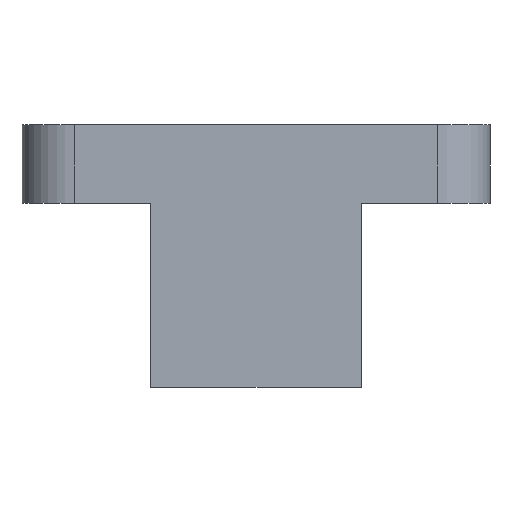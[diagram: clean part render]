
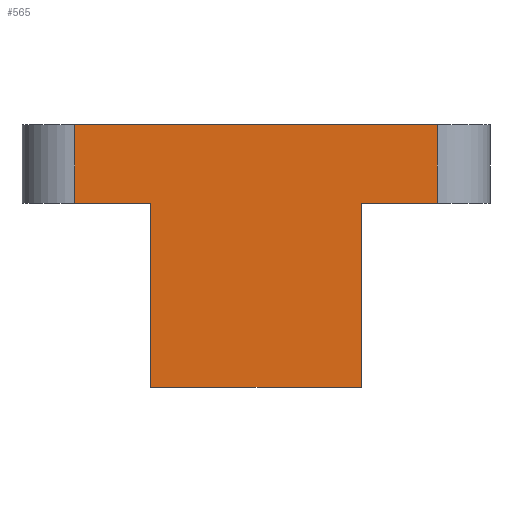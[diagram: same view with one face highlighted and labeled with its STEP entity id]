
A CAD part, front view. The second image highlights one B-rep face of the part: STEP entity #565.
In plain terms, the highlighted planar face has unit normal (0, -1, 0).
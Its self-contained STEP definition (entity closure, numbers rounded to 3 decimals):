
#34=PLANE('',#625);
#47=FACE_OUTER_BOUND('',#85,.T.);
#85=EDGE_LOOP('',(#411,#412,#413,#414,#415,#416,#417,#418));
#121=LINE('',#850,#168);
#123=LINE('',#856,#170);
#130=LINE('',#900,#177);
#131=LINE('',#902,#178);
#132=LINE('',#904,#179);
#133=LINE('',#906,#180);
#134=LINE('',#908,#181);
#135=LINE('',#909,#182);
#168=VECTOR('',#675,10.);
#170=VECTOR('',#681,10.);
#177=VECTOR('',#720,10.);
#178=VECTOR('',#721,10.);
#179=VECTOR('',#722,10.);
#180=VECTOR('',#723,10.);
#181=VECTOR('',#724,10.);
#182=VECTOR('',#725,10.);
#250=VERTEX_POINT('',#847);
#251=VERTEX_POINT('',#849);
#253=VERTEX_POINT('',#855);
#274=VERTEX_POINT('',#899);
#275=VERTEX_POINT('',#901);
#276=VERTEX_POINT('',#903);
#277=VERTEX_POINT('',#905);
#278=VERTEX_POINT('',#907);
#304=EDGE_CURVE('',#250,#251,#121,.T.);
#307=EDGE_CURVE('',#251,#253,#123,.T.);
#329=EDGE_CURVE('',#274,#250,#130,.T.);
#330=EDGE_CURVE('',#274,#275,#131,.T.);
#331=EDGE_CURVE('',#276,#275,#132,.T.);
#332=EDGE_CURVE('',#277,#276,#133,.T.);
#333=EDGE_CURVE('',#278,#277,#134,.T.);
#334=EDGE_CURVE('',#253,#278,#135,.T.);
#411=ORIENTED_EDGE('',*,*,#304,.F.);
#412=ORIENTED_EDGE('',*,*,#329,.F.);
#413=ORIENTED_EDGE('',*,*,#330,.T.);
#414=ORIENTED_EDGE('',*,*,#331,.F.);
#415=ORIENTED_EDGE('',*,*,#332,.F.);
#416=ORIENTED_EDGE('',*,*,#333,.F.);
#417=ORIENTED_EDGE('',*,*,#334,.F.);
#418=ORIENTED_EDGE('',*,*,#307,.F.);
#565=ADVANCED_FACE('',(#47),#34,.T.);
#625=AXIS2_PLACEMENT_3D('',#898,#718,#719);
#675=DIRECTION('',(0.,0.,1.));
#681=DIRECTION('',(1.,0.,0.));
#718=DIRECTION('center_axis',(0.,-1.,0.));
#719=DIRECTION('ref_axis',(-1.,0.,0.));
#720=DIRECTION('',(-1.,0.,0.));
#721=DIRECTION('',(0.,0.,-1.));
#722=DIRECTION('',(-1.,0.,0.));
#723=DIRECTION('',(0.,0.,-1.));
#724=DIRECTION('',(-1.,0.,0.));
#725=DIRECTION('',(0.,0.,-1.));
#847=CARTESIAN_POINT('',(10.1,-185.,-79.75));
#849=CARTESIAN_POINT('',(10.1,-185.,-76.75));
#850=CARTESIAN_POINT('',(10.1,-185.,-76.75));
#855=CARTESIAN_POINT('',(23.9,-185.,-76.75));
#856=CARTESIAN_POINT('',(8.1,-185.,-76.75));
#898=CARTESIAN_POINT('Origin',(25.9,-185.,-76.75));
#899=CARTESIAN_POINT('',(13.,-185.,-79.75));
#900=CARTESIAN_POINT('',(8.1,-185.,-79.75));
#901=CARTESIAN_POINT('',(13.,-185.,-86.75));
#902=CARTESIAN_POINT('',(13.,-185.,-79.75));
#903=CARTESIAN_POINT('',(21.,-185.,-86.75));
#904=CARTESIAN_POINT('',(25.9,-185.,-86.75));
#905=CARTESIAN_POINT('',(21.,-185.,-79.75));
#906=CARTESIAN_POINT('',(21.,-185.,-79.75));
#907=CARTESIAN_POINT('',(23.9,-185.,-79.75));
#908=CARTESIAN_POINT('',(8.1,-185.,-79.75));
#909=CARTESIAN_POINT('',(23.9,-185.,-76.75));
